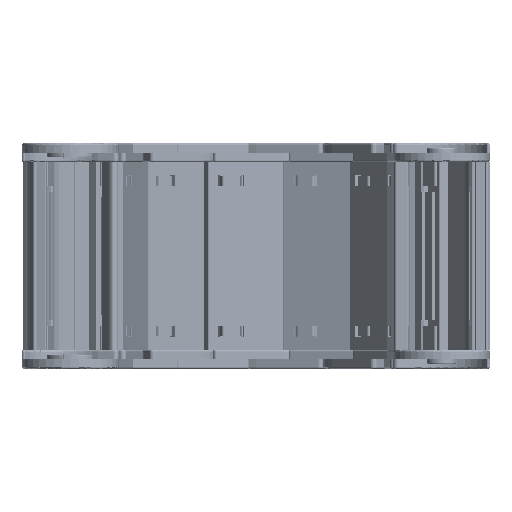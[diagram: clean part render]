
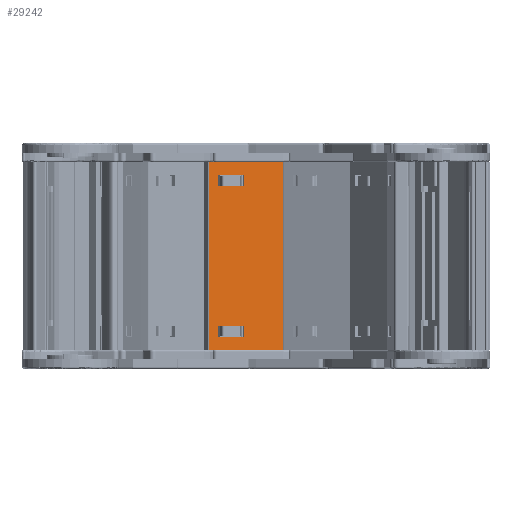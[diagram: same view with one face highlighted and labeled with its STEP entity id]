
A CAD part, left-side view. The second image highlights one B-rep face of the part: STEP entity #29242.
In plain terms, the highlighted face is planar.
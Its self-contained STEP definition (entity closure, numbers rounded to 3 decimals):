
#813 = LINE ( 'NONE', #34865, #29295 ) ;
#1174 = LINE ( 'NONE', #29763, #12905 ) ;
#1667 = ORIENTED_EDGE ( 'NONE', *, *, #23206, .F. ) ;
#1899 = DIRECTION ( 'NONE',  ( 0., 0., 1. ) ) ;
#2058 = CARTESIAN_POINT ( 'NONE',  ( -40.943, 70.155, 55.884 ) ) ;
#2322 = ORIENTED_EDGE ( 'NONE', *, *, #3934, .T. ) ;
#2572 = ORIENTED_EDGE ( 'NONE', *, *, #19709, .T. ) ;
#3509 = CARTESIAN_POINT ( 'NONE',  ( -63.423, 70.155, -32.166 ) ) ;
#3746 = CARTESIAN_POINT ( 'NONE',  ( -40.943, 70.155, -19.116 ) ) ;
#3934 = EDGE_CURVE ( 'NONE', #8897, #16406, #813, .T. ) ;
#4234 = ORIENTED_EDGE ( 'NONE', *, *, #21162, .F. ) ;
#4802 = VERTEX_POINT ( 'NONE', #10764 ) ;
#4926 = ORIENTED_EDGE ( 'NONE', *, *, #12139, .F. ) ;
#5005 = VECTOR ( 'NONE', #39698, 1000. ) ;
#5942 = CARTESIAN_POINT ( 'NONE',  ( -26.943, 70.155, -25.416 ) ) ;
#6246 = VERTEX_POINT ( 'NONE', #26973 ) ;
#6829 = LINE ( 'NONE', #19753, #19539 ) ;
#7986 = CARTESIAN_POINT ( 'NONE',  ( -26.943, 70.155, 55.884 ) ) ;
#8365 = LINE ( 'NONE', #29077, #13931 ) ;
#8657 = LINE ( 'NONE', #2058, #27408 ) ;
#8774 = LINE ( 'NONE', #21184, #12334 ) ;
#8897 = VERTEX_POINT ( 'NONE', #39429 ) ;
#8933 = CARTESIAN_POINT ( 'NONE',  ( -63.423, 70.155, -32.166 ) ) ;
#8985 = LINE ( 'NONE', #37817, #23691 ) ;
#9355 = VERTEX_POINT ( 'NONE', #13570 ) ;
#9667 = EDGE_CURVE ( 'NONE', #4802, #32025, #8657, .T. ) ;
#9722 = LINE ( 'NONE', #5942, #34605 ) ;
#10194 = DIRECTION ( 'NONE',  ( 0., 0., 1. ) ) ;
#10356 = VERTEX_POINT ( 'NONE', #11967 ) ;
#10467 = ORIENTED_EDGE ( 'NONE', *, *, #13341, .F. ) ;
#10673 = VECTOR ( 'NONE', #19415, 1000. ) ;
#10764 = CARTESIAN_POINT ( 'NONE',  ( -40.943, 70.155, 62.184 ) ) ;
#10833 = VERTEX_POINT ( 'NONE', #8933 ) ;
#11694 = DIRECTION ( 'NONE',  ( -1., 0., 0. ) ) ;
#11967 = CARTESIAN_POINT ( 'NONE',  ( -26.943, 70.155, -19.116 ) ) ;
#12139 = EDGE_CURVE ( 'NONE', #23893, #9355, #8985, .T. ) ;
#12328 = ORIENTED_EDGE ( 'NONE', *, *, #28272, .F. ) ;
#12334 = VECTOR ( 'NONE', #11694, 1000. ) ;
#12542 = CARTESIAN_POINT ( 'NONE',  ( -21.723, 70.155, 68.934 ) ) ;
#12905 = VECTOR ( 'NONE', #33029, 1000. ) ;
#13341 = EDGE_CURVE ( 'NONE', #9355, #6246, #27943, .T. ) ;
#13570 = CARTESIAN_POINT ( 'NONE',  ( -40.943, 70.155, -25.416 ) ) ;
#13735 = VERTEX_POINT ( 'NONE', #15947 ) ;
#13931 = VECTOR ( 'NONE', #15751, 1000. ) ;
#14679 = ORIENTED_EDGE ( 'NONE', *, *, #30706, .F. ) ;
#15257 = VERTEX_POINT ( 'NONE', #32241 ) ;
#15643 = PLANE ( 'NONE',  #28923 ) ;
#15751 = DIRECTION ( 'NONE',  ( -1., 0., 0. ) ) ;
#15874 = LINE ( 'NONE', #41998, #28548 ) ;
#15914 = CARTESIAN_POINT ( 'NONE',  ( -63.423, 70.155, -163.786 ) ) ;
#15918 = EDGE_LOOP ( 'NONE', ( #2322, #2572, #12328, #40945 ) ) ;
#15947 = CARTESIAN_POINT ( 'NONE',  ( -63.423, 70.155, 68.934 ) ) ;
#16406 = VERTEX_POINT ( 'NONE', #12542 ) ;
#18260 = DIRECTION ( 'NONE',  ( 0., 0., 1. ) ) ;
#18719 = CARTESIAN_POINT ( 'NONE',  ( -40.943, 70.155, 55.884 ) ) ;
#19415 = DIRECTION ( 'NONE',  ( 1., 0., 0. ) ) ;
#19539 = VECTOR ( 'NONE', #19896, 1000. ) ;
#19709 = EDGE_CURVE ( 'NONE', #16406, #13735, #8774, .T. ) ;
#19753 = CARTESIAN_POINT ( 'NONE',  ( -40.943, 70.155, 62.184 ) ) ;
#19896 = DIRECTION ( 'NONE',  ( -1., 0., 0. ) ) ;
#20670 = LINE ( 'NONE', #27896, #35973 ) ;
#21162 = EDGE_CURVE ( 'NONE', #6246, #10356, #9722, .T. ) ;
#21184 = CARTESIAN_POINT ( 'NONE',  ( -63.423, 70.155, 68.934 ) ) ;
#23206 = EDGE_CURVE ( 'NONE', #32715, #15257, #15874, .T. ) ;
#23647 = FACE_BOUND ( 'NONE', #26452, .T. ) ;
#23691 = VECTOR ( 'NONE', #31118, 1000. ) ;
#23893 = VERTEX_POINT ( 'NONE', #3746 ) ;
#24090 = EDGE_LOOP ( 'NONE', ( #31793, #4234, #10467, #4926 ) ) ;
#25430 = DIRECTION ( 'NONE',  ( 0., 0., 1. ) ) ;
#26452 = EDGE_LOOP ( 'NONE', ( #1667, #26529, #38657, #14679 ) ) ;
#26529 = ORIENTED_EDGE ( 'NONE', *, *, #34549, .F. ) ;
#26973 = CARTESIAN_POINT ( 'NONE',  ( -26.943, 70.155, -25.416 ) ) ;
#27408 = VECTOR ( 'NONE', #41112, 1000. ) ;
#27896 = CARTESIAN_POINT ( 'NONE',  ( -63.423, 70.155, -163.786 ) ) ;
#27943 = LINE ( 'NONE', #41282, #10673 ) ;
#28272 = EDGE_CURVE ( 'NONE', #10833, #13735, #20670, .T. ) ;
#28548 = VECTOR ( 'NONE', #10194, 1000. ) ;
#28923 = AXIS2_PLACEMENT_3D ( 'NONE', #15914, #38389, #25430 ) ;
#29077 = CARTESIAN_POINT ( 'NONE',  ( -26.943, 70.155, -19.116 ) ) ;
#29242 = ADVANCED_FACE ( 'NONE', ( #38945, #32317, #23647 ), #15643, .F. ) ;
#29295 = VECTOR ( 'NONE', #1899, 1000. ) ;
#29763 = CARTESIAN_POINT ( 'NONE',  ( -26.943, 70.155, 55.884 ) ) ;
#30370 = LINE ( 'NONE', #3509, #5005 ) ;
#30706 = EDGE_CURVE ( 'NONE', #15257, #4802, #6829, .T. ) ;
#31029 = EDGE_CURVE ( 'NONE', #10356, #23893, #8365, .T. ) ;
#31118 = DIRECTION ( 'NONE',  ( 0., 0., -1. ) ) ;
#31793 = ORIENTED_EDGE ( 'NONE', *, *, #31029, .F. ) ;
#32025 = VERTEX_POINT ( 'NONE', #18719 ) ;
#32241 = CARTESIAN_POINT ( 'NONE',  ( -26.943, 70.155, 62.184 ) ) ;
#32317 = FACE_BOUND ( 'NONE', #24090, .T. ) ;
#32715 = VERTEX_POINT ( 'NONE', #7986 ) ;
#33029 = DIRECTION ( 'NONE',  ( 1., 0., 0. ) ) ;
#34549 = EDGE_CURVE ( 'NONE', #32025, #32715, #1174, .T. ) ;
#34605 = VECTOR ( 'NONE', #35464, 1000. ) ;
#34865 = CARTESIAN_POINT ( 'NONE',  ( -21.723, 70.155, -163.786 ) ) ;
#35464 = DIRECTION ( 'NONE',  ( 0., 0., 1. ) ) ;
#35973 = VECTOR ( 'NONE', #18260, 1000. ) ;
#37817 = CARTESIAN_POINT ( 'NONE',  ( -40.943, 70.155, -19.116 ) ) ;
#38389 = DIRECTION ( 'NONE',  ( 0., 1., 0. ) ) ;
#38657 = ORIENTED_EDGE ( 'NONE', *, *, #9667, .F. ) ;
#38945 = FACE_OUTER_BOUND ( 'NONE', #15918, .T. ) ;
#39429 = CARTESIAN_POINT ( 'NONE',  ( -21.723, 70.155, -32.166 ) ) ;
#39698 = DIRECTION ( 'NONE',  ( -1., 0., 0. ) ) ;
#40098 = EDGE_CURVE ( 'NONE', #8897, #10833, #30370, .T. ) ;
#40945 = ORIENTED_EDGE ( 'NONE', *, *, #40098, .F. ) ;
#41112 = DIRECTION ( 'NONE',  ( 0., 0., -1. ) ) ;
#41282 = CARTESIAN_POINT ( 'NONE',  ( -40.943, 70.155, -25.416 ) ) ;
#41998 = CARTESIAN_POINT ( 'NONE',  ( -26.943, 70.155, 62.184 ) ) ;
